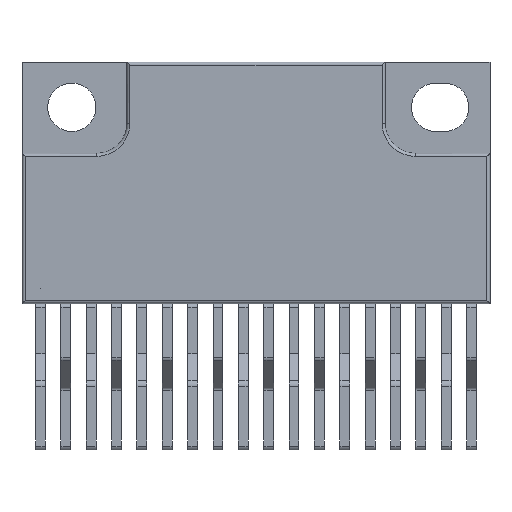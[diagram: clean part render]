
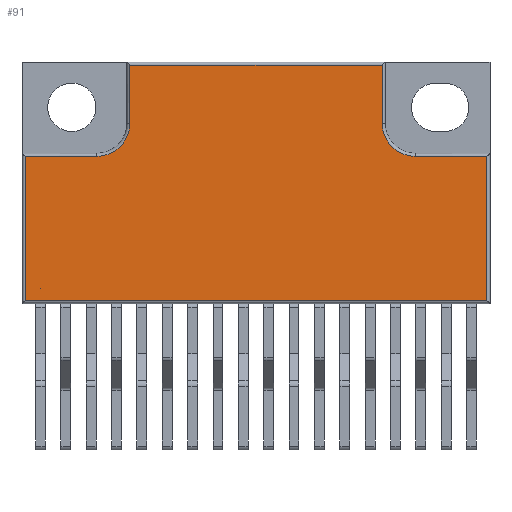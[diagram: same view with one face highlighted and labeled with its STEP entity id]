
A CAD part, front view. The second image highlights one B-rep face of the part: STEP entity #91.
In plain terms, the highlighted planar face has unit normal (0, -1, 0).
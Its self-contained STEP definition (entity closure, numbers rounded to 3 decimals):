
#22 = VERTEX_POINT('',#23);
#23 = CARTESIAN_POINT('',(-1.02,0.,16.45));
#41 = VERTEX_POINT('',#42);
#42 = CARTESIAN_POINT('',(3.73,0.,16.45));
#49 = EDGE_CURVE('',#22,#41,#50,.T.);
#50 = LINE('',#51,#52);
#51 = CARTESIAN_POINT('',(-1.22,0.,16.45));
#52 = VECTOR('',#53,1.);
#53 = DIRECTION('',(1.,0.,0.));
#64 = VERTEX_POINT('',#65);
#65 = CARTESIAN_POINT('',(-1.02,0.,6.9));
#81 = EDGE_CURVE('',#64,#22,#82,.T.);
#82 = LINE('',#83,#84);
#83 = CARTESIAN_POINT('',(-1.02,0.,6.7));
#84 = VECTOR('',#85,1.);
#85 = DIRECTION('',(0.,0.,1.));
#91 = ADVANCED_FACE('',(#92,#160),#194,.F.);
#92 = FACE_BOUND('',#93,.F.);
#93 = EDGE_LOOP('',(#94,#95,#104,#112,#120,#128,#137,#145,#153,#159));
#94 = ORIENTED_EDGE('',*,*,#49,.T.);
#95 = ORIENTED_EDGE('',*,*,#96,.T.);
#96 = EDGE_CURVE('',#41,#97,#99,.T.);
#97 = VERTEX_POINT('',#98);
#98 = CARTESIAN_POINT('',(5.93,0.,18.65));
#99 = CIRCLE('',#100,2.2);
#100 = AXIS2_PLACEMENT_3D('',#101,#102,#103);
#101 = CARTESIAN_POINT('',(3.73,0.,18.65));
#102 = DIRECTION('',(0.,-1.,0.));
#103 = DIRECTION('',(0.,0.,-1.));
#104 = ORIENTED_EDGE('',*,*,#105,.T.);
#105 = EDGE_CURVE('',#97,#106,#108,.T.);
#106 = VERTEX_POINT('',#107);
#107 = CARTESIAN_POINT('',(5.93,0.,22.5));
#108 = LINE('',#109,#110);
#109 = CARTESIAN_POINT('',(5.93,0.,18.65));
#110 = VECTOR('',#111,1.);
#111 = DIRECTION('',(0.,0.,1.));
#112 = ORIENTED_EDGE('',*,*,#113,.T.);
#113 = EDGE_CURVE('',#106,#114,#116,.T.);
#114 = VERTEX_POINT('',#115);
#115 = CARTESIAN_POINT('',(22.63,0.,22.5));
#116 = LINE('',#117,#118);
#117 = CARTESIAN_POINT('',(5.73,0.,22.5));
#118 = VECTOR('',#119,1.);
#119 = DIRECTION('',(1.,0.,0.));
#120 = ORIENTED_EDGE('',*,*,#121,.T.);
#121 = EDGE_CURVE('',#114,#122,#124,.T.);
#122 = VERTEX_POINT('',#123);
#123 = CARTESIAN_POINT('',(22.63,0.,18.65));
#124 = LINE('',#125,#126);
#125 = CARTESIAN_POINT('',(22.63,0.,22.7));
#126 = VECTOR('',#127,1.);
#127 = DIRECTION('',(0.,0.,-1.));
#128 = ORIENTED_EDGE('',*,*,#129,.T.);
#129 = EDGE_CURVE('',#122,#130,#132,.T.);
#130 = VERTEX_POINT('',#131);
#131 = CARTESIAN_POINT('',(24.83,0.,16.45));
#132 = CIRCLE('',#133,2.2);
#133 = AXIS2_PLACEMENT_3D('',#134,#135,#136);
#134 = CARTESIAN_POINT('',(24.83,0.,18.65));
#135 = DIRECTION('',(0.,-1.,0.));
#136 = DIRECTION('',(-1.,0.,0.));
#137 = ORIENTED_EDGE('',*,*,#138,.T.);
#138 = EDGE_CURVE('',#130,#139,#141,.T.);
#139 = VERTEX_POINT('',#140);
#140 = CARTESIAN_POINT('',(29.58,0.,16.45));
#141 = LINE('',#142,#143);
#142 = CARTESIAN_POINT('',(24.83,0.,16.45));
#143 = VECTOR('',#144,1.);
#144 = DIRECTION('',(1.,0.,0.));
#145 = ORIENTED_EDGE('',*,*,#146,.F.);
#146 = EDGE_CURVE('',#147,#139,#149,.T.);
#147 = VERTEX_POINT('',#148);
#148 = CARTESIAN_POINT('',(29.58,0.,6.9));
#149 = LINE('',#150,#151);
#150 = CARTESIAN_POINT('',(29.58,0.,6.7));
#151 = VECTOR('',#152,1.);
#152 = DIRECTION('',(0.,0.,1.));
#153 = ORIENTED_EDGE('',*,*,#154,.F.);
#154 = EDGE_CURVE('',#64,#147,#155,.T.);
#155 = LINE('',#156,#157);
#156 = CARTESIAN_POINT('',(-1.22,0.,6.9));
#157 = VECTOR('',#158,1.);
#158 = DIRECTION('',(1.,0.,0.));
#159 = ORIENTED_EDGE('',*,*,#81,.T.);
#160 = FACE_BOUND('',#161,.F.);
#161 = EDGE_LOOP('',(#162,#172,#180,#188));
#162 = ORIENTED_EDGE('',*,*,#163,.F.);
#163 = EDGE_CURVE('',#164,#166,#168,.T.);
#164 = VERTEX_POINT('',#165);
#165 = CARTESIAN_POINT('',(0.005,0.,7.7));
#166 = VERTEX_POINT('',#167);
#167 = CARTESIAN_POINT('',(-0.005,0.,7.7));
#168 = LINE('',#169,#170);
#169 = CARTESIAN_POINT('',(-0.61,0.,7.7));
#170 = VECTOR('',#171,1.);
#171 = DIRECTION('',(-1.,0.,0.));
#172 = ORIENTED_EDGE('',*,*,#173,.T.);
#173 = EDGE_CURVE('',#164,#174,#176,.T.);
#174 = VERTEX_POINT('',#175);
#175 = CARTESIAN_POINT('',(0.005,0.,7.701));
#176 = LINE('',#177,#178);
#177 = CARTESIAN_POINT('',(0.005,0.,7.7));
#178 = VECTOR('',#179,1.);
#179 = DIRECTION('',(0.,0.,1.));
#180 = ORIENTED_EDGE('',*,*,#181,.T.);
#181 = EDGE_CURVE('',#174,#182,#184,.T.);
#182 = VERTEX_POINT('',#183);
#183 = CARTESIAN_POINT('',(-0.005,0.,7.701));
#184 = LINE('',#185,#186);
#185 = CARTESIAN_POINT('',(-0.61,0.,7.701));
#186 = VECTOR('',#187,1.);
#187 = DIRECTION('',(-1.,0.,0.));
#188 = ORIENTED_EDGE('',*,*,#189,.T.);
#189 = EDGE_CURVE('',#182,#166,#190,.T.);
#190 = LINE('',#191,#192);
#191 = CARTESIAN_POINT('',(-0.005,0.,7.7));
#192 = VECTOR('',#193,1.);
#193 = DIRECTION('',(0.,0.,-1.));
#194 = PLANE('',#195);
#195 = AXIS2_PLACEMENT_3D('',#196,#197,#198);
#196 = CARTESIAN_POINT('',(-1.22,0.,6.7));
#197 = DIRECTION('',(0.,1.,0.));
#198 = DIRECTION('',(1.,0.,0.));
